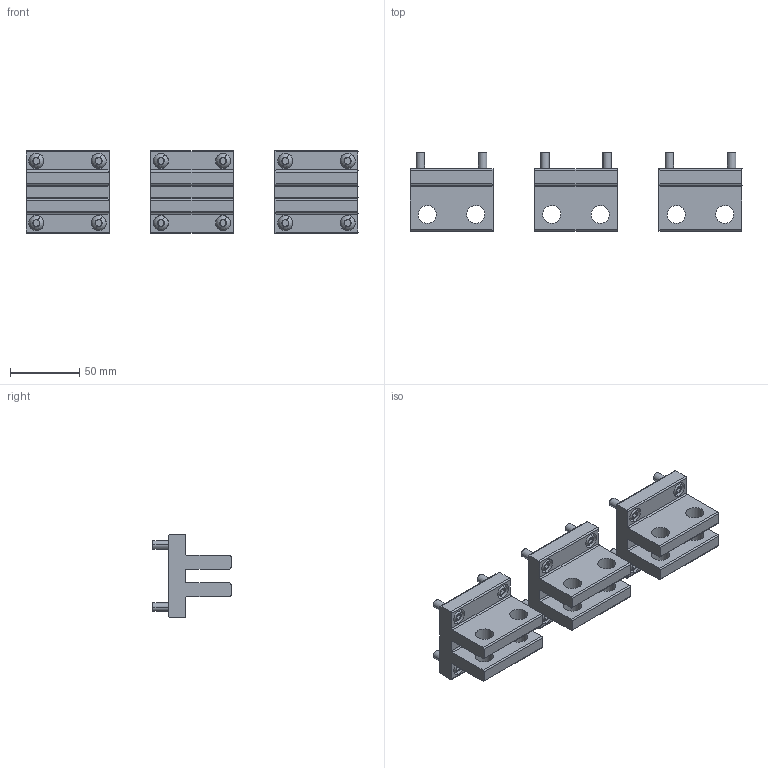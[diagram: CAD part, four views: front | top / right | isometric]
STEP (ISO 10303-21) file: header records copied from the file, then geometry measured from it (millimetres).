
FILE_DESCRIPTION(('CATIA V5 STEP Exchange'),'2;1');
FILE_NAME('1SDH001252R0108_1PA_001_00_E2.2_III_W_TERMINALS_HR_LOWER_2500A.stp','2014-03-06T08:20:28+00:00',('none'),('none'),'CATIA Version 5 Release 20 SP 5 (IN-10)','CATIA V5 STEP AP214','none');
FILE_SCHEMA(('AUTOMOTIVE_DESIGN { 1 0 10303 214 1 1 1 1 }'));
Length unit declared in the file: millimetre
Products named in the file (1): 1SDH001252R0108_1PA_001_00_E2.2_III_W_TERMINALS_HR_LOWER_2500A
Bounding box: 240 x 56.4 x 60 mm (x, y, z)
Volume: 232020.5 mm3; surface area: 69490 mm2
Topology: 15 solids, 15 shells, 378 faces, 888 edges, 576 vertices
Faces by surface type: plane 174, cylinder 156, revolution 24, torus 24
Entity records: 10465 total; most frequent: CARTESIAN_POINT 1975, ORIENTED_EDGE 1776, DIRECTION 1428, EDGE_CURVE 888, AXIS2_PLACEMENT_3D 655, VERTEX_POINT 576, VECTOR 480, LINE 480
